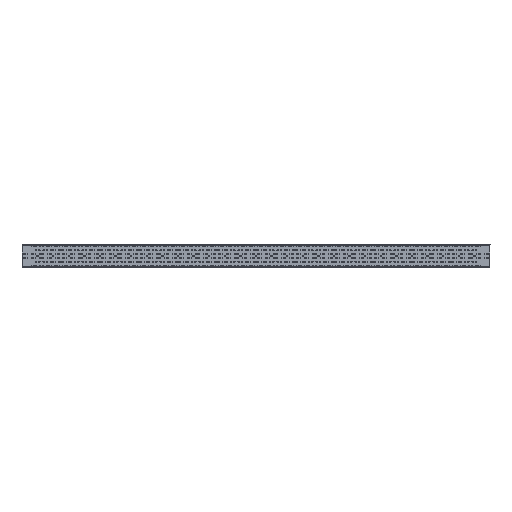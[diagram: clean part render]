
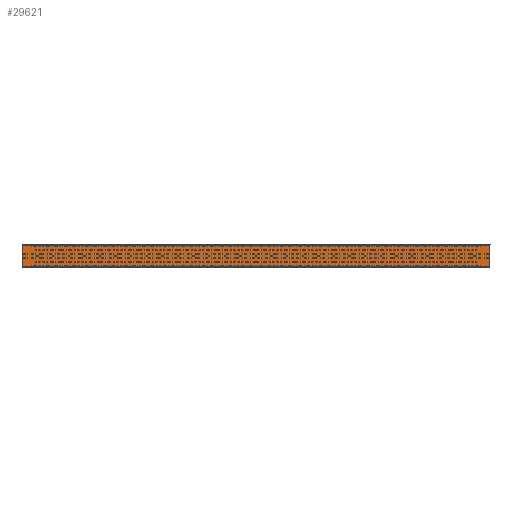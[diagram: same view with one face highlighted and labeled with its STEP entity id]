
A CAD part, top view. The second image highlights one B-rep face of the part: STEP entity #29621.
In plain terms, the highlighted planar face has unit normal (0, 0, 1).
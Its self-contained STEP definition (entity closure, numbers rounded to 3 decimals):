
#3737=PLANE('',#30931);
#5005=FACE_OUTER_BOUND('',#6281,.T.);
#6281=EDGE_LOOP('',(#24696,#24697,#24698,#24699));
#10013=LINE('',#44570,#12441);
#10038=LINE('',#44661,#12466);
#10040=LINE('',#44668,#12468);
#10041=LINE('',#44669,#12469);
#12441=VECTOR('',#34663,1.);
#12466=VECTOR('',#34756,1.);
#12468=VECTOR('',#34764,1.);
#12469=VECTOR('',#34765,1.);
#14875=VERTEX_POINT('',#44567);
#14876=VERTEX_POINT('',#44569);
#14908=VERTEX_POINT('',#44659);
#14910=VERTEX_POINT('',#44667);
#19728=EDGE_CURVE('',#14876,#14875,#10013,.T.);
#19775=EDGE_CURVE('',#14908,#14875,#10038,.F.);
#19778=EDGE_CURVE('',#14910,#14908,#10040,.T.);
#19779=EDGE_CURVE('',#14910,#14876,#10041,.T.);
#24696=ORIENTED_EDGE('',*,*,#19775,.F.);
#24697=ORIENTED_EDGE('',*,*,#19778,.F.);
#24698=ORIENTED_EDGE('',*,*,#19779,.T.);
#24699=ORIENTED_EDGE('',*,*,#19728,.T.);
#29621=ADVANCED_FACE('',(#5005),#3737,.T.);
#30931=AXIS2_PLACEMENT_3D('',#44666,#34762,#34763);
#34663=DIRECTION('',(0.,1.,0.));
#34756=DIRECTION('',(-1.,0.,0.));
#34762=DIRECTION('center_axis',(0.,0.,1.));
#34763=DIRECTION('ref_axis',(0.,-1.,0.));
#34764=DIRECTION('',(0.,1.,0.));
#34765=DIRECTION('',(1.,0.,0.));
#44567=CARTESIAN_POINT('',(3513.985,165.971,-48.5));
#44569=CARTESIAN_POINT('',(3513.985,22.971,-48.5));
#44570=CARTESIAN_POINT('',(3513.985,94.471,-48.5));
#44659=CARTESIAN_POINT('',(483.985,165.971,-48.5));
#44661=CARTESIAN_POINT('',(1998.985,165.971,-48.5));
#44666=CARTESIAN_POINT('Origin',(1998.985,165.971,-48.5));
#44667=CARTESIAN_POINT('',(483.985,22.971,-48.5));
#44668=CARTESIAN_POINT('',(483.985,94.471,-48.5));
#44669=CARTESIAN_POINT('',(1998.985,22.971,-48.5));
